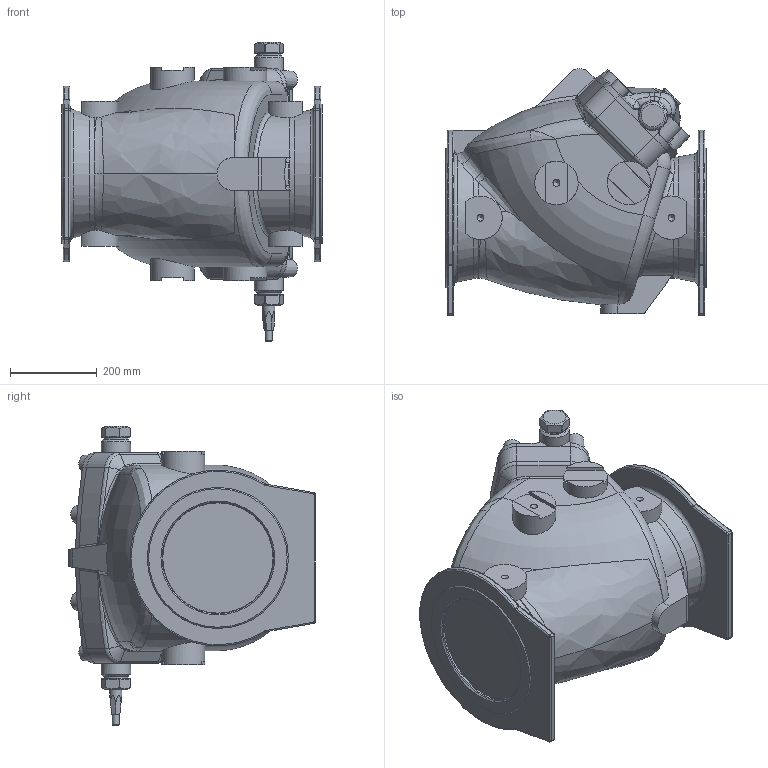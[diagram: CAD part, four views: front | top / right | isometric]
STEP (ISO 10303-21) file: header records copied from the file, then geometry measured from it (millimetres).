
FILE_DESCRIPTION (( 'STEP AP203' ), '1' );
FILE_NAME ('O_41_60_DN250.STEP', '2014-09-09T05:43:55', ( '' ), ( '' ), 'SwSTEP 2.0', 'SolidWorks 2012', '' );
FILE_SCHEMA (( 'CONFIG_CONTROL_DESIGN' ));
Length unit declared in the file: millimetre
Products named in the file (1): O_41_60_DN250
Bounding box: 600 x 568.15 x 689 mm (x, y, z)
Volume: 83895046.6 mm3; surface area: 1563801.7 mm2
Topology: 1 solids, 1 shells, 480 faces, 1215 edges, 730 vertices
Faces by surface type: bspline 141, cylinder 133, plane 124, torus 47, cone 35
Full cylindrical faces by diameter (mm): 16 x1, 28 x1, 56 x2, 68 x2, 100 x4, 254 x2
Entity records: 33228 total; most frequent: CARTESIAN_POINT 23524, ORIENTED_EDGE 2278, DIRECTION 1616, EDGE_CURVE 1139, VERTEX_POINT 707, AXIS2_PLACEMENT_3D 675, EDGE_LOOP 526, FACE_OUTER_BOUND 499
